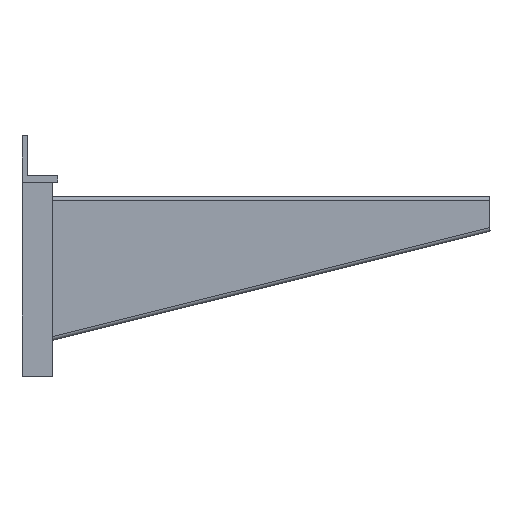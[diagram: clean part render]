
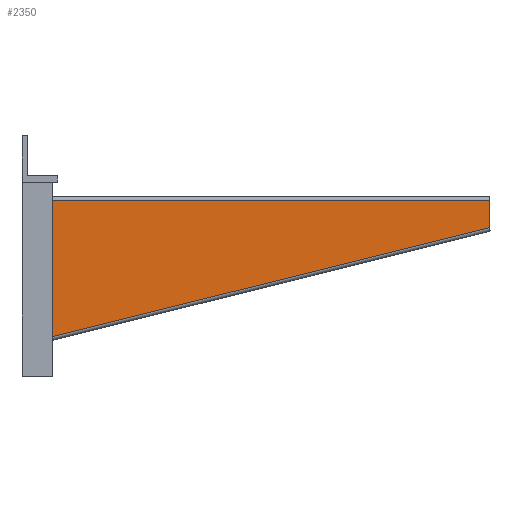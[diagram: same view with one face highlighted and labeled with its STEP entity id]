
A CAD part, top view. The second image highlights one B-rep face of the part: STEP entity #2350.
In plain terms, the highlighted planar face has unit normal (0, 0, 1).
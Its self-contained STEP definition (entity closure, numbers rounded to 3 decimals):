
#1918=DIRECTION('',(0.,1.,0.));
#1919=VECTOR('',#1918,37.847);
#1920=CARTESIAN_POINT('',(652.,-62.847,0.));
#1921=LINE('',#1920,#1919);
#1922=DIRECTION('',(0.97,0.242,0.));
#1923=VECTOR('',#1922,628.653);
#1924=CARTESIAN_POINT('',(42.,-214.847,0.));
#1925=LINE('',#1924,#1923);
#1926=DIRECTION('',(0.,-1.,0.));
#1927=VECTOR('',#1926,189.847);
#1928=CARTESIAN_POINT('',(42.,-25.,0.));
#1929=LINE('',#1928,#1927);
#1934=DIRECTION('',(1.,0.,0.));
#1935=VECTOR('',#1934,610.);
#1936=CARTESIAN_POINT('',(42.,-25.,0.));
#1937=LINE('',#1936,#1935);
#2038=CARTESIAN_POINT('',(42.,-214.847,0.));
#2039=VERTEX_POINT('',#2038);
#2055=CARTESIAN_POINT('',(42.,-25.,0.));
#2056=VERTEX_POINT('',#2055);
#2069=CARTESIAN_POINT('',(652.,-25.,0.));
#2070=VERTEX_POINT('',#2069);
#2073=CARTESIAN_POINT('',(652.,-62.847,0.));
#2074=VERTEX_POINT('',#2073);
#2336=CARTESIAN_POINT('',(42.,-20.,0.));
#2337=DIRECTION('',(0.,0.,1.));
#2338=DIRECTION('',(1.,0.,0.));
#2339=AXIS2_PLACEMENT_3D('',#2336,#2337,#2338);
#2340=PLANE('',#2339);
#2342=ORIENTED_EDGE('',*,*,#2341,.T.);
#2344=ORIENTED_EDGE('',*,*,#2343,.F.);
#2345=ORIENTED_EDGE('',*,*,#2327,.F.);
#2347=ORIENTED_EDGE('',*,*,#2346,.F.);
#2348=EDGE_LOOP('',(#2342,#2344,#2345,#2347));
#2349=FACE_OUTER_BOUND('',#2348,.F.);
#2350=ADVANCED_FACE('',(#2349),#2340,.T.);
#2327=EDGE_CURVE('',#2039,#2074,#1925,.T.);
#2341=EDGE_CURVE('',#2056,#2070,#1937,.T.);
#2343=EDGE_CURVE('',#2074,#2070,#1921,.T.);
#2346=EDGE_CURVE('',#2056,#2039,#1929,.T.);
